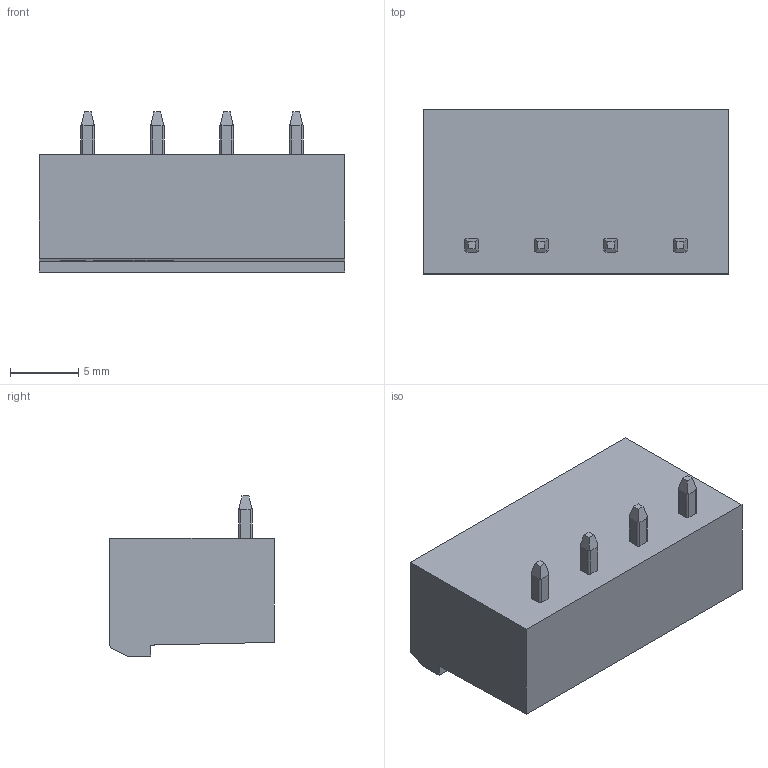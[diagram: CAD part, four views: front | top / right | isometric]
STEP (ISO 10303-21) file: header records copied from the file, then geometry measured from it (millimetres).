
FILE_DESCRIPTION (( 'STEP AP203' ), '1' );
FILE_NAME ('2EDGRC-5.08-04P-14-100AH.stp', '2020-06-12T06:05:13', ( '微软用户' ), ( '微软中国' ), 'SwSTEP 2.0', 'SolidWorks 2015', '' );
FILE_SCHEMA (( 'CONFIG_CONTROL_DESIGN' ));
Length unit declared in the file: millimetre
Products named in the file (1): 2EDGRC-5.08-04P-14-100AH
Bounding box: 22.32 x 12 x 11.7 mm (x, y, z)
Volume: 1141.3 mm3; surface area: 1711.5 mm2
Topology: 1 solids, 1 shells, 483 faces, 1348 edges, 889 vertices
Faces by surface type: plane 425, cylinder 42, cone 16
Entity records: 15278 total; most frequent: CARTESIAN_POINT 2961, ORIENTED_EDGE 2696, DIRECTION 2307, EDGE_CURVE 1348, LINE 1197, VECTOR 1197, VERTEX_POINT 889, AXIS2_PLACEMENT_3D 555
